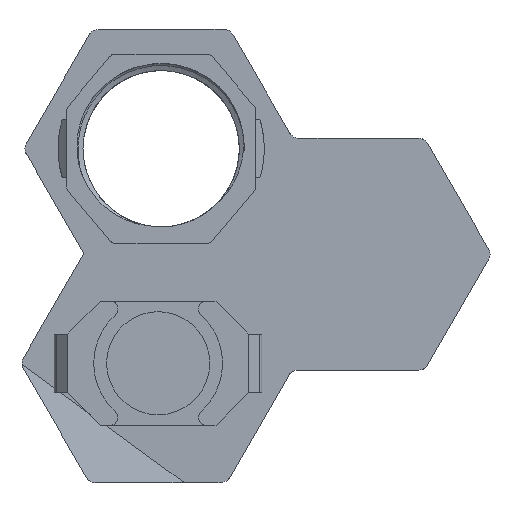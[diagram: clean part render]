
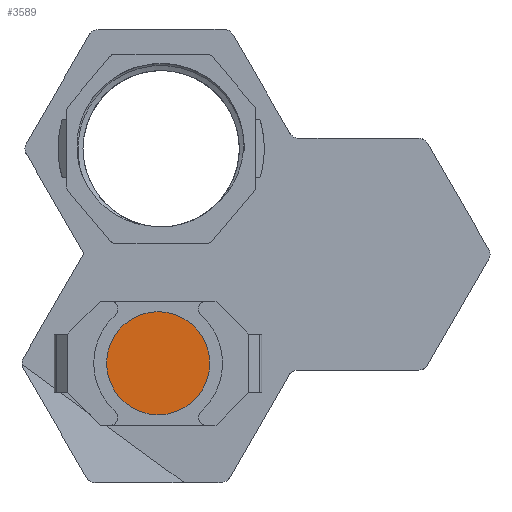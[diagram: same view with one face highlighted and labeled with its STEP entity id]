
A CAD part, front view. The second image highlights one B-rep face of the part: STEP entity #3589.
In plain terms, the highlighted planar face has unit normal (0, -1, 0).
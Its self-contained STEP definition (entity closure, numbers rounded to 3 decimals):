
#405=CIRCLE('',#3751,3.);
#548=FACE_OUTER_BOUND('',#707,.T.);
#707=EDGE_LOOP('',(#3330));
#1594=VERTEX_POINT('',#18120);
#2118=EDGE_CURVE('',#1594,#1594,#405,.T.);
#3330=ORIENTED_EDGE('',*,*,#2118,.T.);
#3438=PLANE('',#3814);
#3589=ADVANCED_FACE('',(#548),#3438,.T.);
#3751=AXIS2_PLACEMENT_3D('',#18122,#4297,#4298);
#3814=AXIS2_PLACEMENT_3D('',#18371,#4490,#4491);
#4297=DIRECTION('center_axis',(0.,-1.,0.));
#4298=DIRECTION('ref_axis',(1.,0.,0.));
#4490=DIRECTION('center_axis',(0.,-1.,0.));
#4491=DIRECTION('ref_axis',(-1.,0.,0.));
#18120=CARTESIAN_POINT('',(-76.658,144.494,-28.603));
#18122=CARTESIAN_POINT('Origin',(-73.658,144.494,-28.603));
#18371=CARTESIAN_POINT('Origin',(-67.962,144.494,-22.361));
